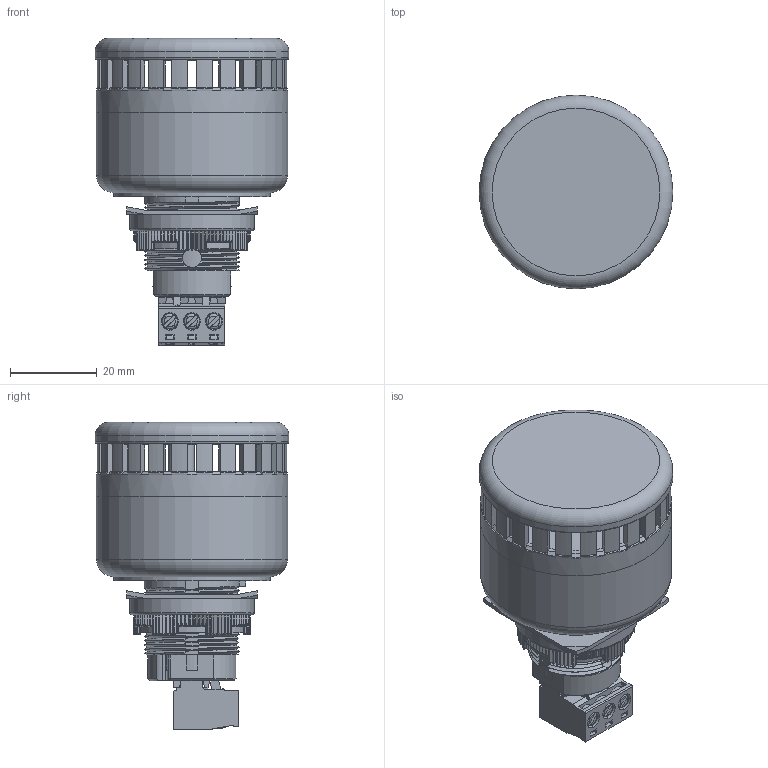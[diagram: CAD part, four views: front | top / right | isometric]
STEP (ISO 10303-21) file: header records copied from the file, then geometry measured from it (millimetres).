
FILE_DESCRIPTION(/* description */ (''),/* implementation_level */ '2;1');
FILE_NAME(/* name */ 'ESM.stp',/* time_stamp */ '2012-09-10T11:03:09+02:00',/* author */ (''),/* organization */ (''),/* preprocessor_version */ 'ST-DEVELOPER v11',/* originating_system */ 'SIEMENS PLM Software NX 7.5',/* authorisation */ '');
FILE_SCHEMA (('AUTOMOTIVE_DESIGN { 1 0 10303 214 1 1 1 1 }'));
Products named in the file (1): m.ne70484h0s
Bounding box: 44.6 x 44.6 x 70.7 mm (x, y, z)
Volume: 61124.5 mm3; surface area: 28181 mm2
Topology: 8 solids, 8 shells, 2008 faces, 5733 edges, 3735 vertices
Faces by surface type: plane 1309, cylinder 494, torus 79, cone 61, bspline 33, sphere 20, extrusion 12
Full cylindrical faces by diameter (mm): 3.4 x1, 4.4 x1, 21.209 x1, 25.4 x1, 28.575 x1, 36 x1, 41.6 x1, 44 x2, 44.6 x1
Entity records: 90924 total; most frequent: CARTESIAN_POINT 39305, ORIENTED_EDGE 11366, DIRECTION 9956, EDGE_CURVE 5683, VERTEX_POINT 3727, VECTOR 3680, LINE 3668, AXIS2_PLACEMENT_3D 3138
